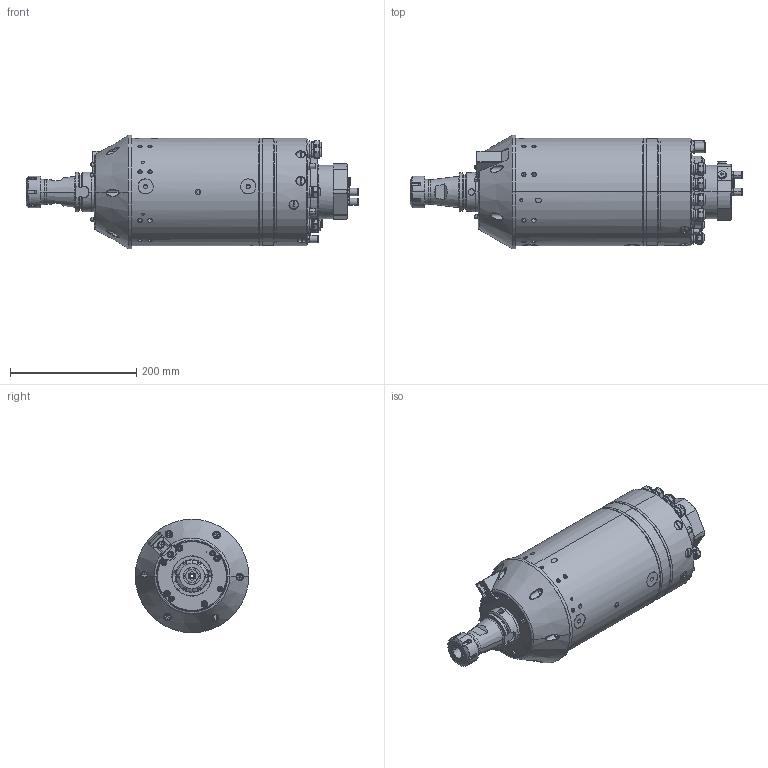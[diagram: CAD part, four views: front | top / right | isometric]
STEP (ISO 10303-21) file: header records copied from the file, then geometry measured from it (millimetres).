
FILE_DESCRIPTION (( 'STEP AP203' ), '1' );
FILE_NAME ('170AI22FHKS-04-.STEP', '2014-06-12T09:49:27', ( '' ), ( '' ), 'SwSTEP 2.0', 'SolidWorks 2014', '' );
FILE_SCHEMA (( 'CONFIG_CONTROL_DESIGN' ));
Products named in the file (1): 170AI22FHKS-04-
Bounding box: 525.63 x 180 x 180 mm (x, y, z)
Surface area: 352232.4 mm2 (no closed solid volume)
Topology: 0 solids, 138 shells, 1513 faces, 4483 edges, 3086 vertices
Faces by surface type: plane 621, cylinder 586, cone 151, torus 115, bspline 24, sphere 16
Entity records: 57411 total; most frequent: CARTESIAN_POINT 16537, DIRECTION 9059, ORIENTED_EDGE 7399, EDGE_CURVE 4435, AXIS2_PLACEMENT_3D 3478, VERTEX_POINT 3074, VECTOR 2103, LINE 2103
